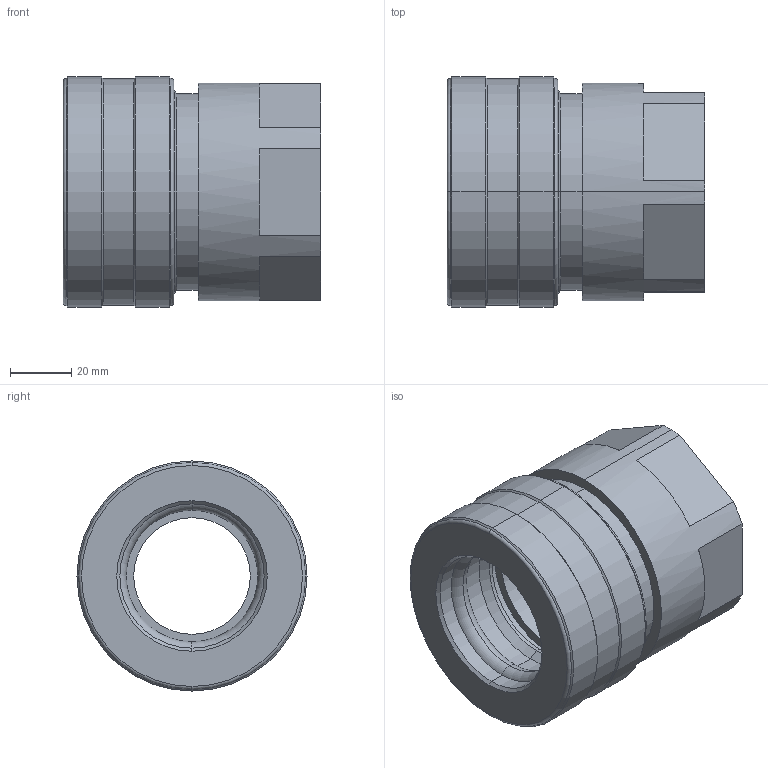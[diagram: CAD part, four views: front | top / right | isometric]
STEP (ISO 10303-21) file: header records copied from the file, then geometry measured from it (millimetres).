
FILE_DESCRIPTION (( 'STEP AP214' ), '1' );
FILE_NAME ('BB40.1107_ICOSJV.STEP', '2016-10-11T12:00:12', ( '' ), ( '' ), 'SwSTEP 2.0', 'SolidWorks 2016', '' );
FILE_SCHEMA (( 'AUTOMOTIVE_DESIGN' ));
Length unit declared in the file: millimetre
Products named in the file (1): BB40.1107_ICOSJV
Bounding box: 84.03 x 74.98 x 74.98 mm (x, y, z)
Volume: 202928.2 mm3; surface area: 38881.5 mm2
Topology: 1 solids, 1 shells, 71 faces, 154 edges, 90 vertices
Faces by surface type: cone 22, cylinder 22, plane 19, torus 8
Entity records: 1968 total; most frequent: DIRECTION 384, CARTESIAN_POINT 316, ORIENTED_EDGE 308, AXIS2_PLACEMENT_3D 158, EDGE_CURVE 154, VERTEX_POINT 90, CIRCLE 86, EDGE_LOOP 78
